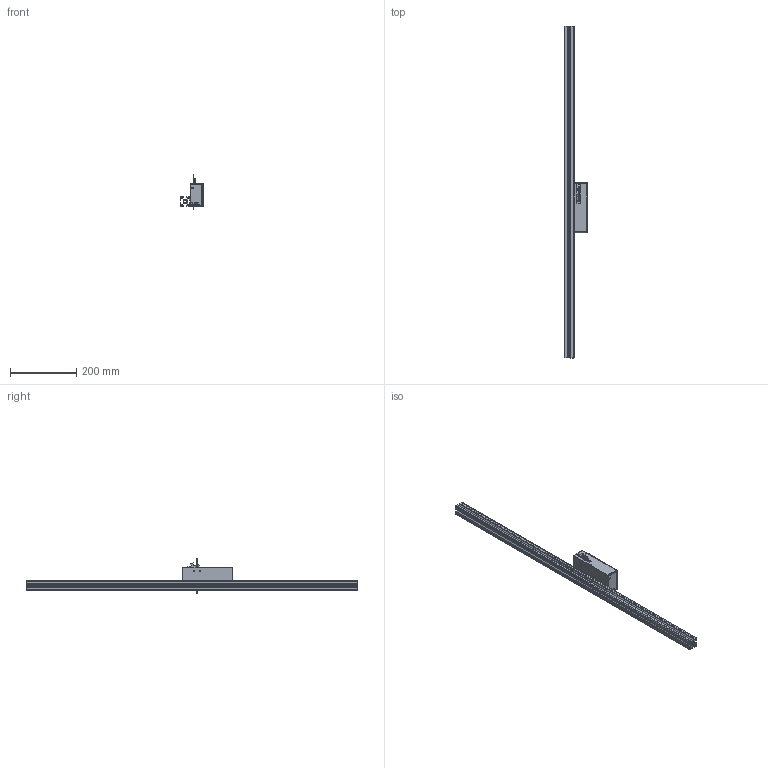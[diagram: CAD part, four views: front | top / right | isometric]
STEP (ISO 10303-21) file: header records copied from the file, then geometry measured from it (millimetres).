
FILE_DESCRIPTION(/* description */ (''),/* implementation_level */ '2;1');
FILE_NAME(/* name */ 'encoder v51.step',/* time_stamp */ '2019-03-29T13:13:07+01:00',/* author */ ('borja_dk'),/* organization */ (''),/* preprocessor_version */ 'ST-DEVELOPER v17.2',/* originating_system */ 'Autodesk Translation Framework v7.6.0.251',/* authorisation */ '');
FILE_SCHEMA (('AUTOMOTIVE_DESIGN { 1 0 10303 214 3 1 1 }'));
Length unit declared in the file: millimetre
Products named in the file (18): encoder; wheel; LCD; Component5; control_board; sd card; endstop; enclosure_top; keypad; enclosure_bottom; Component13; filament; Botones; optical_sensor_2; optical_sensor_1; runout_cover; Motedis Profile 30x30 B-Type slot 8 v1; Component28
Assembly tree (17 placements, depth 3):
  encoder
    wheel
    LCD
      Component5
    control_board
    sd card
    endstop
    enclosure_top
    keypad
    enclosure_bottom
    Component13
    filament
    Botones
    optical_sensor_2
    optical_sensor_1
    runout_cover
    Motedis Profile 30x30 B-Type slot 8 v1
    Component28
Bounding box: 71.5 x 1000 x 103.65 mm (x, y, z)
Volume: 440526.5 mm3; surface area: 445324.3 mm2
Topology: 19 solids, 23 shells, 870 faces, 2175 edges, 1441 vertices
Faces by surface type: plane 546, cylinder 280, bspline 17, cone 16, torus 11
Full cylindrical faces by diameter (mm): 0.5 x48, 1 x8, 1.75 x1, 2 x24, 2.5 x4, 2.8 x4, 3 x6, 3.089 x2, 3.5 x4, 4 x6, 6 x3, 7 x7, 7.183 x2, 10 x4, 13.2 x1, 16 x1
Entity records: 27628 total; most frequent: CARTESIAN_POINT 5192, DIRECTION 4614, ORIENTED_EDGE 4352, EDGE_CURVE 2178, AXIS2_PLACEMENT_3D 1571, LINE 1472, VECTOR 1472, VERTEX_POINT 1441
